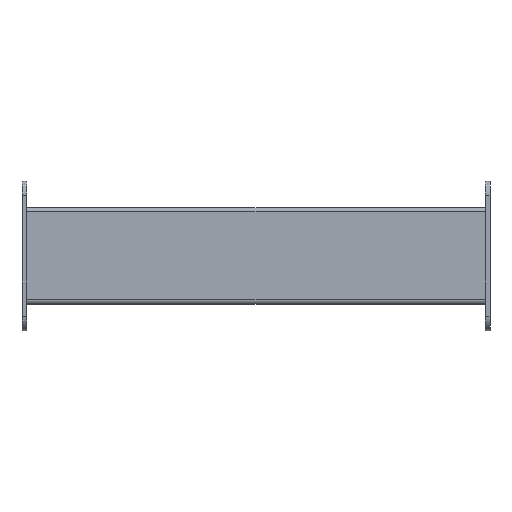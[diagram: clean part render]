
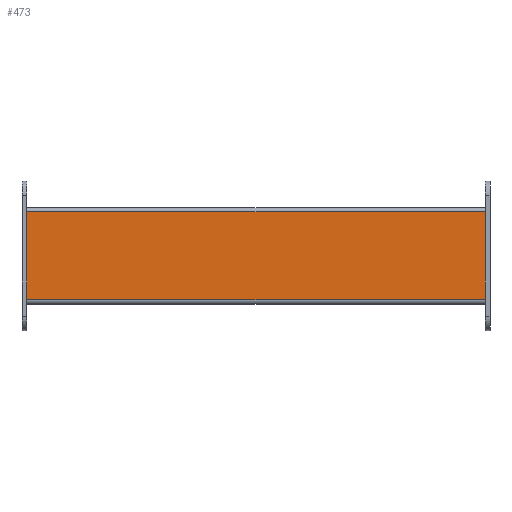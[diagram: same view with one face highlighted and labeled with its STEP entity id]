
A CAD part, top view. The second image highlights one B-rep face of the part: STEP entity #473.
In plain terms, the highlighted planar face has unit normal (0, 0, 1).
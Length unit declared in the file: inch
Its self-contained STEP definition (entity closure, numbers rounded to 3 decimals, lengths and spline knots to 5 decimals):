
#21 = LINE ( 'NONE', #292, #1784 ) ;
#103 = ORIENTED_EDGE ( 'NONE', *, *, #411, .F. ) ;
#122 = CARTESIAN_POINT ( 'NONE',  ( -5.9375, 1.25, 1.25 ) ) ;
#292 = CARTESIAN_POINT ( 'NONE',  ( 5.9375, 1.177, 1.25 ) ) ;
#318 = DIRECTION ( 'NONE',  ( 1., 0., 0. ) ) ;
#411 = EDGE_CURVE ( 'NONE', #1167, #520, #1127, .T. ) ;
#459 = DIRECTION ( 'NONE',  ( 0., 1., 0. ) ) ;
#460 = VECTOR ( 'NONE', #318, 39.37008 ) ;
#473 = ADVANCED_FACE ( 'NONE', ( #1248 ), #1689, .F. ) ;
#495 = LINE ( 'NONE', #772, #460 ) ;
#520 = VERTEX_POINT ( 'NONE', #1550 ) ;
#525 = DIRECTION ( 'NONE',  ( 0., 1., 0. ) ) ;
#535 = ORIENTED_EDGE ( 'NONE', *, *, #1631, .F. ) ;
#632 = CARTESIAN_POINT ( 'NONE',  ( 5.9375, 1.142, 1.25 ) ) ;
#642 = VECTOR ( 'NONE', #525, 39.37008 ) ;
#654 = EDGE_CURVE ( 'NONE', #1383, #1003, #21, .T. ) ;
#744 = AXIS2_PLACEMENT_3D ( 'NONE', #1815, #1825, #847 ) ;
#772 = CARTESIAN_POINT ( 'NONE',  ( -5.9375, 1.142, 1.25 ) ) ;
#847 = DIRECTION ( 'NONE',  ( 0., 1., 0. ) ) ;
#877 = CARTESIAN_POINT ( 'NONE',  ( 5.9375, -1.142, 1.25 ) ) ;
#913 = VECTOR ( 'NONE', #1366, 39.37008 ) ;
#930 = CARTESIAN_POINT ( 'NONE',  ( -5.9375, -1.142, 1.25 ) ) ;
#1003 = VERTEX_POINT ( 'NONE', #632 ) ;
#1019 = ORIENTED_EDGE ( 'NONE', *, *, #654, .T. ) ;
#1074 = LINE ( 'NONE', #930, #913 ) ;
#1099 = ORIENTED_EDGE ( 'NONE', *, *, #1433, .F. ) ;
#1127 = LINE ( 'NONE', #122, #642 ) ;
#1167 = VERTEX_POINT ( 'NONE', #1565 ) ;
#1248 = FACE_OUTER_BOUND ( 'NONE', #1715, .T. ) ;
#1366 = DIRECTION ( 'NONE',  ( -1., 0., 0. ) ) ;
#1383 = VERTEX_POINT ( 'NONE', #877 ) ;
#1433 = EDGE_CURVE ( 'NONE', #520, #1003, #495, .T. ) ;
#1550 = CARTESIAN_POINT ( 'NONE',  ( -5.9375, 1.142, 1.25 ) ) ;
#1565 = CARTESIAN_POINT ( 'NONE',  ( -5.9375, -1.142, 1.25 ) ) ;
#1631 = EDGE_CURVE ( 'NONE', #1383, #1167, #1074, .T. ) ;
#1689 = PLANE ( 'NONE',  #744 ) ;
#1715 = EDGE_LOOP ( 'NONE', ( #1099, #103, #535, #1019 ) ) ;
#1784 = VECTOR ( 'NONE', #459, 39.37008 ) ;
#1815 = CARTESIAN_POINT ( 'NONE',  ( -5.9375, -1.25, 1.25 ) ) ;
#1825 = DIRECTION ( 'NONE',  ( 0., 0., -1. ) ) ;
